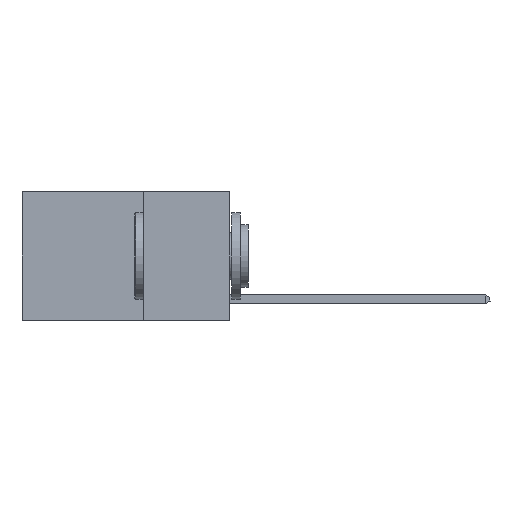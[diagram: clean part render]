
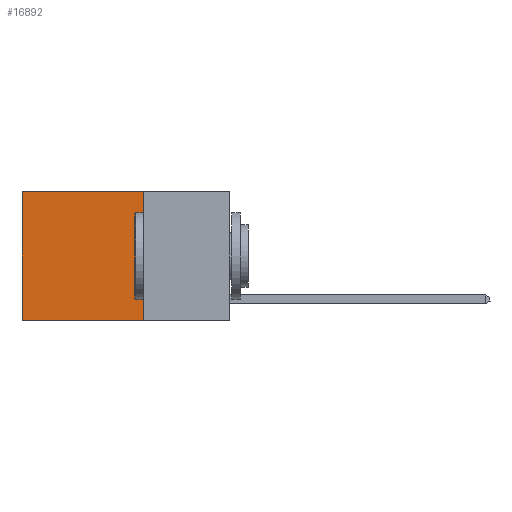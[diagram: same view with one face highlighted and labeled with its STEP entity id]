
A CAD part, left-side view. The second image highlights one B-rep face of the part: STEP entity #16892.
In plain terms, the highlighted planar face has unit normal (-1, 0, 0).
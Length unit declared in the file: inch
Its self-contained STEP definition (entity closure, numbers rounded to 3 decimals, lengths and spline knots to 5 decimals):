
#289 = EDGE_CURVE ( 'NONE', #2058, #16637, #10804, .T. ) ;
#656 = DIRECTION ( 'NONE',  ( 0., 0., -1. ) ) ;
#2058 = VERTEX_POINT ( 'NONE', #5740 ) ;
#2434 = VECTOR ( 'NONE', #13158, 39.37008 ) ;
#2449 = LINE ( 'NONE', #15977, #11514 ) ;
#4141 = ORIENTED_EDGE ( 'NONE', *, *, #14956, .F. ) ;
#4178 = DIRECTION ( 'NONE',  ( 0., 1., 0. ) ) ;
#4186 = CARTESIAN_POINT ( 'NONE',  ( 0.2625, 0.25, 0. ) ) ;
#4563 = DIRECTION ( 'NONE',  ( 0., 0., -1. ) ) ;
#5102 = ORIENTED_EDGE ( 'NONE', *, *, #17050, .T. ) ;
#5341 = EDGE_LOOP ( 'NONE', ( #5102, #4141, #20620, #6333 ) ) ;
#5740 = CARTESIAN_POINT ( 'NONE',  ( 0.2625, 0.25, 0. ) ) ;
#6175 = CARTESIAN_POINT ( 'NONE',  ( 0.2625, 0.6, 0. ) ) ;
#6333 = ORIENTED_EDGE ( 'NONE', *, *, #13851, .T. ) ;
#6679 = CARTESIAN_POINT ( 'NONE',  ( 0.2625, 0.6, 0. ) ) ;
#7888 = DIRECTION ( 'NONE',  ( 0., 0., -1. ) ) ;
#9568 = FACE_OUTER_BOUND ( 'NONE', #5341, .T. ) ;
#10174 = VERTEX_POINT ( 'NONE', #13026 ) ;
#10804 = LINE ( 'NONE', #4186, #19697 ) ;
#10901 = DIRECTION ( 'NONE',  ( 1., 0., 0. ) ) ;
#10978 = LINE ( 'NONE', #19783, #2434 ) ;
#11514 = VECTOR ( 'NONE', #4178, 39.37008 ) ;
#11868 = CARTESIAN_POINT ( 'NONE',  ( 0.2625, 0.25, -0.37 ) ) ;
#11945 = LINE ( 'NONE', #6175, #20298 ) ;
#13026 = CARTESIAN_POINT ( 'NONE',  ( 0.2625, 0.6, -0.37 ) ) ;
#13158 = DIRECTION ( 'NONE',  ( 0., 1., 0. ) ) ;
#13851 = EDGE_CURVE ( 'NONE', #2058, #15256, #10978, .T. ) ;
#14208 = PLANE ( 'NONE',  #21498 ) ;
#14956 = EDGE_CURVE ( 'NONE', #16637, #10174, #2449, .T. ) ;
#15256 = VERTEX_POINT ( 'NONE', #6679 ) ;
#15977 = CARTESIAN_POINT ( 'NONE',  ( 0.2625, 0.25, -0.37 ) ) ;
#16637 = VERTEX_POINT ( 'NONE', #11868 ) ;
#16892 = ADVANCED_FACE ( 'NONE', ( #9568 ), #14208, .F. ) ;
#17050 = EDGE_CURVE ( 'NONE', #15256, #10174, #11945, .T. ) ;
#19697 = VECTOR ( 'NONE', #4563, 39.37008 ) ;
#19783 = CARTESIAN_POINT ( 'NONE',  ( 0.2625, 0.25, 0. ) ) ;
#20298 = VECTOR ( 'NONE', #7888, 39.37008 ) ;
#20620 = ORIENTED_EDGE ( 'NONE', *, *, #289, .F. ) ;
#20894 = CARTESIAN_POINT ( 'NONE',  ( 0.2625, 0.25, 0. ) ) ;
#21498 = AXIS2_PLACEMENT_3D ( 'NONE', #20894, #10901, #656 ) ;
